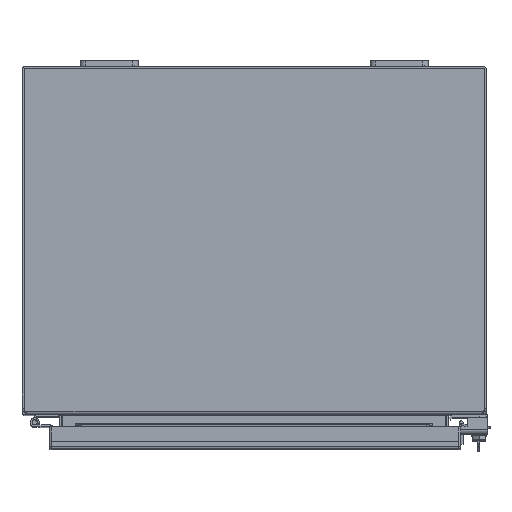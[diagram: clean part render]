
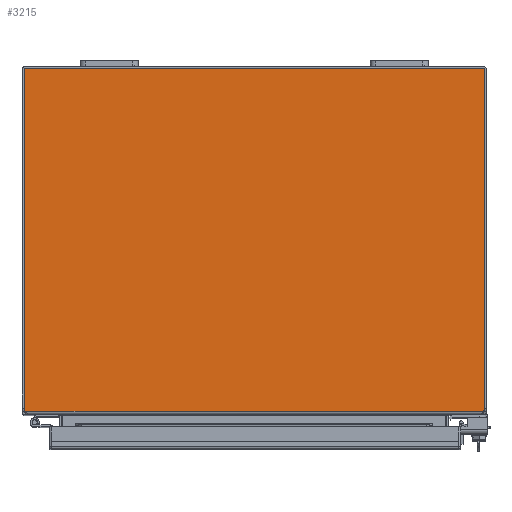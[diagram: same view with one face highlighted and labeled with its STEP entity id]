
A CAD part, top view. The second image highlights one B-rep face of the part: STEP entity #3215.
In plain terms, the highlighted planar face has unit normal (0, 0, 1).
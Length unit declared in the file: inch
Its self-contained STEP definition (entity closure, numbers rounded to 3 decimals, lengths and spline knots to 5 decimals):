
#458 = DIRECTION ( 'NONE',  ( 0., 1., 0. ) ) ;
#1125 = CARTESIAN_POINT ( 'NONE',  ( -7.928, -0.072, 10. ) ) ;
#1482 = LINE ( 'NONE', #37813, #3607 ) ;
#1841 = EDGE_CURVE ( 'NONE', #41044, #16281, #42832, .T. ) ;
#3215 = ADVANCED_FACE ( 'NONE', ( #42229 ), #45891, .T. ) ;
#3607 = VECTOR ( 'NONE', #11846, 39.37008 ) ;
#3791 = LINE ( 'NONE', #8369, #24599 ) ;
#5620 = CIRCLE ( 'NONE', #34021, 0.25 ) ;
#7025 = ORIENTED_EDGE ( 'NONE', *, *, #25153, .T. ) ;
#8097 = DIRECTION ( 'NONE',  ( 0., -1., 0. ) ) ;
#8369 = CARTESIAN_POINT ( 'NONE',  ( 7.928, -0.072, 10. ) ) ;
#9458 = DIRECTION ( 'NONE',  ( 0., 0., 1. ) ) ;
#9891 = EDGE_CURVE ( 'NONE', #39980, #17690, #5620, .T. ) ;
#10459 = ORIENTED_EDGE ( 'NONE', *, *, #1841, .T. ) ;
#11233 = CARTESIAN_POINT ( 'NONE',  ( 7.928, -0.072, 10. ) ) ;
#11846 = DIRECTION ( 'NONE',  ( -1., 0., 0. ) ) ;
#13045 = VERTEX_POINT ( 'NONE', #11233 ) ;
#14243 = VECTOR ( 'NONE', #39786, 39.37008 ) ;
#16281 = VERTEX_POINT ( 'NONE', #32496 ) ;
#17057 = DIRECTION ( 'NONE',  ( 0., 0., 1. ) ) ;
#17690 = VERTEX_POINT ( 'NONE', #36522 ) ;
#17786 = DIRECTION ( 'NONE',  ( 1., 0., 0. ) ) ;
#18898 = VERTEX_POINT ( 'NONE', #1125 ) ;
#23353 = CARTESIAN_POINT ( 'NONE',  ( -7.678, -11.77404, 10. ) ) ;
#24102 = EDGE_CURVE ( 'NONE', #16281, #39980, #35752, .T. ) ;
#24351 = EDGE_CURVE ( 'NONE', #18898, #41044, #40796, .T. ) ;
#24599 = VECTOR ( 'NONE', #458, 39.37008 ) ;
#25029 = VECTOR ( 'NONE', #8097, 39.37008 ) ;
#25153 = EDGE_CURVE ( 'NONE', #13045, #18898, #1482, .T. ) ;
#25254 = CARTESIAN_POINT ( 'NONE',  ( 7.89842, -11.892, 10. ) ) ;
#28514 = CARTESIAN_POINT ( 'NONE',  ( -7.928, -11.892, 10. ) ) ;
#29071 = ORIENTED_EDGE ( 'NONE', *, *, #24102, .T. ) ;
#29153 = CARTESIAN_POINT ( 'NONE',  ( -7.928, -0.072, 10. ) ) ;
#29799 = ORIENTED_EDGE ( 'NONE', *, *, #36386, .T. ) ;
#31891 = DIRECTION ( 'NONE',  ( 0., 0., 1. ) ) ;
#32496 = CARTESIAN_POINT ( 'NONE',  ( -7.89842, -11.892, 10. ) ) ;
#34021 = AXIS2_PLACEMENT_3D ( 'NONE', #45483, #17057, #35353 ) ;
#35353 = DIRECTION ( 'NONE',  ( 1., 0., 0. ) ) ;
#35752 = LINE ( 'NONE', #28514, #14243 ) ;
#36386 = EDGE_CURVE ( 'NONE', #17690, #13045, #3791, .T. ) ;
#36522 = CARTESIAN_POINT ( 'NONE',  ( 7.928, -11.77404, 10. ) ) ;
#37231 = CARTESIAN_POINT ( 'NONE',  ( -7.928, -0.072, 10. ) ) ;
#37813 = CARTESIAN_POINT ( 'NONE',  ( -7.928, -0.072, 10. ) ) ;
#39185 = CARTESIAN_POINT ( 'NONE',  ( -7.928, -11.77404, 10. ) ) ;
#39269 = ORIENTED_EDGE ( 'NONE', *, *, #24351, .T. ) ;
#39605 = EDGE_LOOP ( 'NONE', ( #10459, #29071, #40626, #29799, #7025, #39269 ) ) ;
#39786 = DIRECTION ( 'NONE',  ( 1., 0., 0. ) ) ;
#39980 = VERTEX_POINT ( 'NONE', #25254 ) ;
#40315 = AXIS2_PLACEMENT_3D ( 'NONE', #29153, #31891, #44323 ) ;
#40626 = ORIENTED_EDGE ( 'NONE', *, *, #9891, .T. ) ;
#40796 = LINE ( 'NONE', #37231, #25029 ) ;
#41044 = VERTEX_POINT ( 'NONE', #39185 ) ;
#42072 = AXIS2_PLACEMENT_3D ( 'NONE', #23353, #9458, #17786 ) ;
#42229 = FACE_OUTER_BOUND ( 'NONE', #39605, .T. ) ;
#42832 = CIRCLE ( 'NONE', #42072, 0.25 ) ;
#44323 = DIRECTION ( 'NONE',  ( 0., -1., 0. ) ) ;
#45483 = CARTESIAN_POINT ( 'NONE',  ( 7.678, -11.77404, 10. ) ) ;
#45891 = PLANE ( 'NONE',  #40315 ) ;
